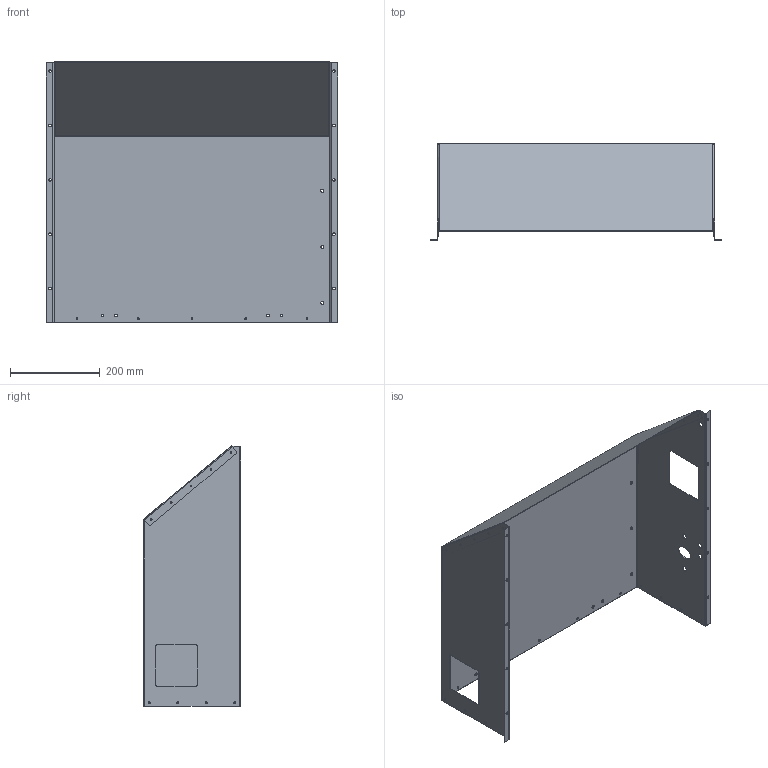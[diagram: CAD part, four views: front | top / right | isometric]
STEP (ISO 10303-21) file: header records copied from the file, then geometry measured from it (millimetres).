
FILE_DESCRIPTION (( 'STEP AP214' ), '1' );
FILE_NAME ('TopCoverBoxGalvo.STEP', '2024-10-09T10:46:02', ( '' ), ( '' ), 'SwSTEP 2.0', 'SolidWorks 2024', '' );
FILE_SCHEMA (( 'AUTOMOTIVE_DESIGN' ));
Length unit declared in the file: millimetre
Products named in the file (1): TopCoverBoxGalvo
Bounding box: 650 x 216.5 x 580.82 mm (x, y, z)
Volume: 956533.9 mm3; surface area: 1284063.8 mm2
Topology: 1 solids, 1 shells, 207 faces, 561 edges, 356 vertices
Faces by surface type: cylinder 145, plane 60, bspline 2
Entity records: 6892 total; most frequent: DIRECTION 1257, CARTESIAN_POINT 1191, ORIENTED_EDGE 1122, EDGE_CURVE 561, AXIS2_PLACEMENT_3D 494, VERTEX_POINT 356, EDGE_LOOP 323, CIRCLE 288
